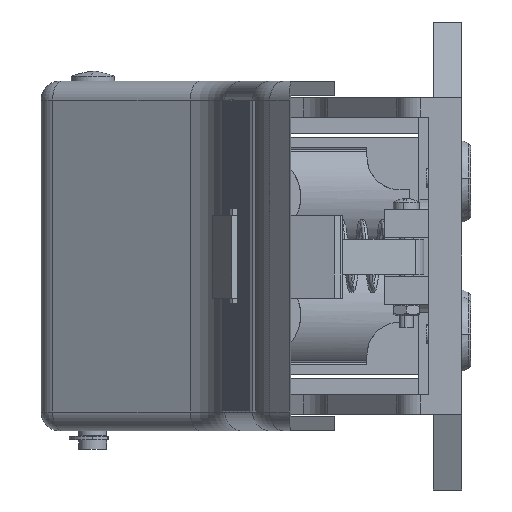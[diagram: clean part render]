
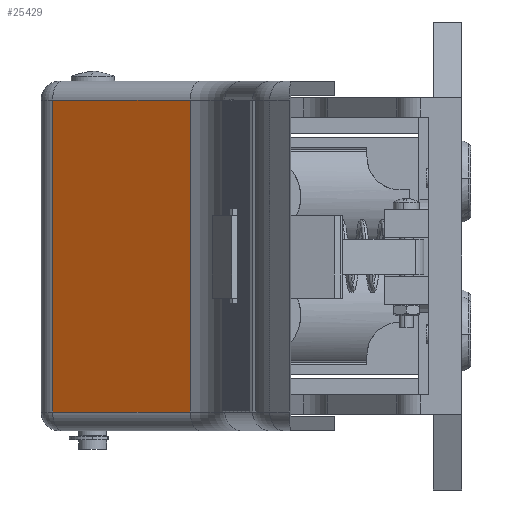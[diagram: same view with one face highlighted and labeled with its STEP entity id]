
A CAD part, left-side view. The second image highlights one B-rep face of the part: STEP entity #25429.
In plain terms, the highlighted planar face has unit normal (-0.861, 0.508, 0).
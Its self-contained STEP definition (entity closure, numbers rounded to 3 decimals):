
#3921 = ORIENTED_EDGE ( 'NONE', *, *, #15761, .F. ) ;
#9460 = CARTESIAN_POINT ( 'NONE',  ( -54.588, 82.979, -60.126 ) ) ;
#12940 = LINE ( 'NONE', #29695, #64425 ) ;
#12995 = VECTOR ( 'NONE', #37391, 1000. ) ;
#14241 = FACE_OUTER_BOUND ( 'NONE', #64482, .T. ) ;
#14991 = LINE ( 'NONE', #50358, #63359 ) ;
#15761 = EDGE_CURVE ( 'NONE', #24869, #24587, #26311, .T. ) ;
#15914 = ORIENTED_EDGE ( 'NONE', *, *, #20101, .F. ) ;
#18901 = VERTEX_POINT ( 'NONE', #9460 ) ;
#19061 = CARTESIAN_POINT ( 'NONE',  ( -54.588, 82.979, 5.874 ) ) ;
#19970 = VERTEX_POINT ( 'NONE', #63863 ) ;
#20101 = EDGE_CURVE ( 'NONE', #18901, #19970, #14991, .T. ) ;
#20501 = DIRECTION ( 'NONE',  ( 0.509, 0.861, 0. ) ) ;
#24587 = VERTEX_POINT ( 'NONE', #19061 ) ;
#24732 = DIRECTION ( 'NONE',  ( 0., 0., 1. ) ) ;
#24869 = VERTEX_POINT ( 'NONE', #48186 ) ;
#25049 = CARTESIAN_POINT ( 'NONE',  ( -35.819, 114.759, -64.126 ) ) ;
#25429 = ADVANCED_FACE ( 'NONE', ( #14241 ), #64872, .T. ) ;
#25726 = VECTOR ( 'NONE', #42872, 1000. ) ;
#26311 = LINE ( 'NONE', #37519, #12995 ) ;
#29695 = CARTESIAN_POINT ( 'NONE',  ( -37.391, 112.098, 106.34 ) ) ;
#34972 = DIRECTION ( 'NONE',  ( -0.509, -0.861, 0. ) ) ;
#37150 = EDGE_CURVE ( 'NONE', #18901, #24587, #38857, .T. ) ;
#37391 = DIRECTION ( 'NONE',  ( -0.509, -0.861, 0. ) ) ;
#37519 = CARTESIAN_POINT ( 'NONE',  ( 10.408, 193.033, 5.874 ) ) ;
#37606 = CARTESIAN_POINT ( 'NONE',  ( -54.588, 82.979, -160.593 ) ) ;
#38857 = LINE ( 'NONE', #37606, #25726 ) ;
#42872 = DIRECTION ( 'NONE',  ( 0., 0., 1. ) ) ;
#43848 = ORIENTED_EDGE ( 'NONE', *, *, #45524, .F. ) ;
#45524 = EDGE_CURVE ( 'NONE', #19970, #24869, #12940, .T. ) ;
#47480 = AXIS2_PLACEMENT_3D ( 'NONE', #25049, #64656, #34972 ) ;
#48186 = CARTESIAN_POINT ( 'NONE',  ( -37.391, 112.098, 5.874 ) ) ;
#50358 = CARTESIAN_POINT ( 'NONE',  ( -114.693, -18.796, -60.126 ) ) ;
#54198 = ORIENTED_EDGE ( 'NONE', *, *, #37150, .T. ) ;
#63359 = VECTOR ( 'NONE', #20501, 1000. ) ;
#63863 = CARTESIAN_POINT ( 'NONE',  ( -37.391, 112.098, -60.126 ) ) ;
#64425 = VECTOR ( 'NONE', #24732, 1000. ) ;
#64482 = EDGE_LOOP ( 'NONE', ( #3921, #43848, #15914, #54198 ) ) ;
#64656 = DIRECTION ( 'NONE',  ( -0.861, 0.509, 0. ) ) ;
#64872 = PLANE ( 'NONE',  #47480 ) ;
